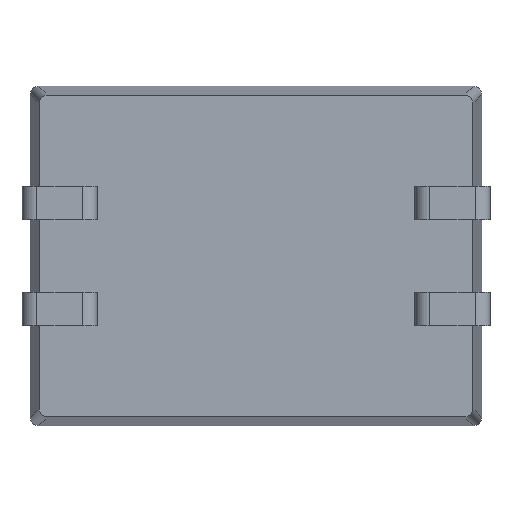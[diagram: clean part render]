
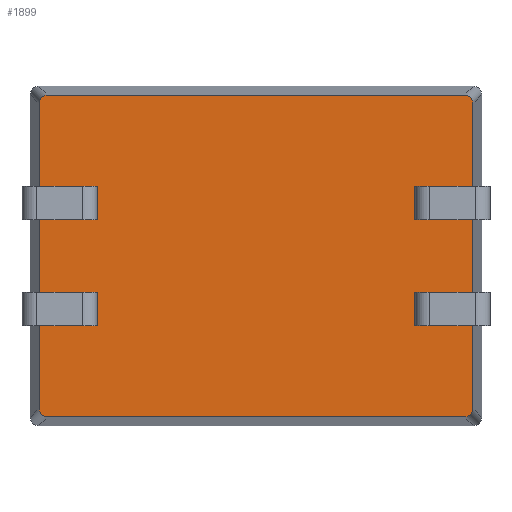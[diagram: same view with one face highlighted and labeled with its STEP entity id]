
A CAD part, front view. The second image highlights one B-rep face of the part: STEP entity #1899.
In plain terms, the highlighted planar face has unit normal (0, -1, 0).
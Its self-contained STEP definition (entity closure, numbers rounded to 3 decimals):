
#31 =( BOUNDED_CURVE ( )  B_SPLINE_CURVE ( 3, ( #49, #1089, #1299, #1078 ),
 .UNSPECIFIED., .F., .F. ) 
 B_SPLINE_CURVE_WITH_KNOTS ( ( 4, 4 ),
 ( 5.506, 7.06 ),
 .UNSPECIFIED. ) 
 CURVE ( )  GEOMETRIC_REPRESENTATION_ITEM ( )  RATIONAL_B_SPLINE_CURVE ( ( 1., 0.809, 0.809, 1. ) ) 
 REPRESENTATION_ITEM ( '' )  );
#49 = CARTESIAN_POINT ( 'NONE',  ( 2.595, 0.2, 1.826 ) ) ;
#56 = ORIENTED_EDGE ( 'NONE', *, *, #411, .T. ) ;
#81 = ORIENTED_EDGE ( 'NONE', *, *, #1020, .T. ) ;
#133 = VERTEX_POINT ( 'NONE', #1468 ) ;
#210 = EDGE_CURVE ( 'NONE', #2448, #1913, #31, .T. ) ;
#222 = VECTOR ( 'NONE', #2597, 1000. ) ;
#279 = DIRECTION ( 'NONE',  ( 0., 0., -1. ) ) ;
#284 = CARTESIAN_POINT ( 'NONE',  ( 2.554, 0.2, -1.925 ) ) ;
#292 = ORIENTED_EDGE ( 'NONE', *, *, #887, .T. ) ;
#295 = DIRECTION ( 'NONE',  ( -1., 0., 0. ) ) ;
#318 = FACE_OUTER_BOUND ( 'NONE', #761, .T. ) ;
#337 = VERTEX_POINT ( 'NONE', #1141 ) ;
#388 = CARTESIAN_POINT ( 'NONE',  ( 0., 0.2, 0. ) ) ;
#411 = EDGE_CURVE ( 'NONE', #337, #133, #1032, .T. ) ;
#413 = ORIENTED_EDGE ( 'NONE', *, *, #2384, .T. ) ;
#493 = VECTOR ( 'NONE', #279, 1000. ) ;
#556 = ORIENTED_EDGE ( 'NONE', *, *, #210, .T. ) ;
#569 = VERTEX_POINT ( 'NONE', #2440 ) ;
#571 = ORIENTED_EDGE ( 'NONE', *, *, #915, .T. ) ;
#589 =( BOUNDED_CURVE ( )  B_SPLINE_CURVE ( 3, ( #2171, #1991, #2156, #2381 ),
 .UNSPECIFIED., .F., .F. ) 
 B_SPLINE_CURVE_WITH_KNOTS ( ( 4, 4 ),
 ( 5.506, 7.06 ),
 .UNSPECIFIED. ) 
 CURVE ( )  GEOMETRIC_REPRESENTATION_ITEM ( )  RATIONAL_B_SPLINE_CURVE ( ( 1., 0.809, 0.809, 1. ) ) 
 REPRESENTATION_ITEM ( '' )  );
#678 = CARTESIAN_POINT ( 'NONE',  ( -2.496, 0.2, 1.925 ) ) ;
#733 = CARTESIAN_POINT ( 'NONE',  ( -2.595, 0.2, 2.03 ) ) ;
#761 = EDGE_LOOP ( 'NONE', ( #292, #571, #81, #556, #2635, #413, #56, #2473 ) ) ;
#803 = VECTOR ( 'NONE', #295, 1000. ) ;
#887 = EDGE_CURVE ( 'NONE', #2535, #569, #2650, .T. ) ;
#915 = EDGE_CURVE ( 'NONE', #569, #1538, #1441, .T. ) ;
#972 = CARTESIAN_POINT ( 'NONE',  ( -2.595, 0.2, 1.826 ) ) ;
#1020 = EDGE_CURVE ( 'NONE', #1538, #2448, #2584, .T. ) ;
#1032 = LINE ( 'NONE', #733, #493 ) ;
#1078 = CARTESIAN_POINT ( 'NONE',  ( 2.496, 0.2, 1.925 ) ) ;
#1089 = CARTESIAN_POINT ( 'NONE',  ( 2.595, 0.2, 1.884 ) ) ;
#1141 = CARTESIAN_POINT ( 'NONE',  ( -2.595, 0.2, 1.826 ) ) ;
#1205 = CARTESIAN_POINT ( 'NONE',  ( 2.595, 0.2, -1.826 ) ) ;
#1299 = CARTESIAN_POINT ( 'NONE',  ( 2.554, 0.2, 1.925 ) ) ;
#1321 = VECTOR ( 'NONE', #1373, 1000. ) ;
#1328 = CARTESIAN_POINT ( 'NONE',  ( -2.7, 0.2, 1.925 ) ) ;
#1373 = DIRECTION ( 'NONE',  ( 0., 0., 1. ) ) ;
#1383 = DIRECTION ( 'NONE',  ( 0., 1., 0. ) ) ;
#1441 =( BOUNDED_CURVE ( )  B_SPLINE_CURVE ( 3, ( #1533, #284, #2003, #2201 ),
 .UNSPECIFIED., .F., .F. ) 
 B_SPLINE_CURVE_WITH_KNOTS ( ( 4, 4 ),
 ( 5.506, 7.06 ),
 .UNSPECIFIED. ) 
 CURVE ( )  GEOMETRIC_REPRESENTATION_ITEM ( )  RATIONAL_B_SPLINE_CURVE ( ( 1., 0.809, 0.809, 1. ) ) 
 REPRESENTATION_ITEM ( '' )  );
#1468 = CARTESIAN_POINT ( 'NONE',  ( -2.595, 0.2, -1.826 ) ) ;
#1533 = CARTESIAN_POINT ( 'NONE',  ( 2.496, 0.2, -1.925 ) ) ;
#1538 = VERTEX_POINT ( 'NONE', #1205 ) ;
#1555 = CARTESIAN_POINT ( 'NONE',  ( -2.7, 0.2, -1.925 ) ) ;
#1572 = CARTESIAN_POINT ( 'NONE',  ( 2.595, 0.2, 2.03 ) ) ;
#1588 = CARTESIAN_POINT ( 'NONE',  ( 2.595, 0.2, 1.826 ) ) ;
#1590 = PLANE ( 'NONE',  #1843 ) ;
#1609 = DIRECTION ( 'NONE',  ( 0., 0., 1. ) ) ;
#1641 = CARTESIAN_POINT ( 'NONE',  ( -2.496, 0.2, -1.925 ) ) ;
#1653 = CARTESIAN_POINT ( 'NONE',  ( 2.496, 0.2, 1.925 ) ) ;
#1796 = CARTESIAN_POINT ( 'NONE',  ( -2.554, 0.2, 1.925 ) ) ;
#1843 = AXIS2_PLACEMENT_3D ( 'NONE', #388, #1383, #1609 ) ;
#1856 = EDGE_CURVE ( 'NONE', #133, #2535, #589, .T. ) ;
#1899 = ADVANCED_FACE ( 'NONE', ( #318 ), #1590, .F. ) ;
#1913 = VERTEX_POINT ( 'NONE', #1653 ) ;
#1988 = LINE ( 'NONE', #1328, #803 ) ;
#1991 = CARTESIAN_POINT ( 'NONE',  ( -2.595, 0.2, -1.884 ) ) ;
#1994 =( BOUNDED_CURVE ( )  B_SPLINE_CURVE ( 3, ( #2189, #1796, #2424, #972 ),
 .UNSPECIFIED., .F., .F. ) 
 B_SPLINE_CURVE_WITH_KNOTS ( ( 4, 4 ),
 ( 5.506, 7.06 ),
 .UNSPECIFIED. ) 
 CURVE ( )  GEOMETRIC_REPRESENTATION_ITEM ( )  RATIONAL_B_SPLINE_CURVE ( ( 1., 0.809, 0.809, 1. ) ) 
 REPRESENTATION_ITEM ( '' )  );
#2003 = CARTESIAN_POINT ( 'NONE',  ( 2.595, 0.2, -1.884 ) ) ;
#2079 = VERTEX_POINT ( 'NONE', #678 ) ;
#2103 = EDGE_CURVE ( 'NONE', #1913, #2079, #1988, .T. ) ;
#2156 = CARTESIAN_POINT ( 'NONE',  ( -2.554, 0.2, -1.925 ) ) ;
#2171 = CARTESIAN_POINT ( 'NONE',  ( -2.595, 0.2, -1.826 ) ) ;
#2189 = CARTESIAN_POINT ( 'NONE',  ( -2.496, 0.2, 1.925 ) ) ;
#2201 = CARTESIAN_POINT ( 'NONE',  ( 2.595, 0.2, -1.826 ) ) ;
#2381 = CARTESIAN_POINT ( 'NONE',  ( -2.496, 0.2, -1.925 ) ) ;
#2384 = EDGE_CURVE ( 'NONE', #2079, #337, #1994, .T. ) ;
#2424 = CARTESIAN_POINT ( 'NONE',  ( -2.595, 0.2, 1.884 ) ) ;
#2440 = CARTESIAN_POINT ( 'NONE',  ( 2.496, 0.2, -1.925 ) ) ;
#2448 = VERTEX_POINT ( 'NONE', #1588 ) ;
#2473 = ORIENTED_EDGE ( 'NONE', *, *, #1856, .T. ) ;
#2535 = VERTEX_POINT ( 'NONE', #1641 ) ;
#2584 = LINE ( 'NONE', #1572, #1321 ) ;
#2597 = DIRECTION ( 'NONE',  ( 1., 0., 0. ) ) ;
#2635 = ORIENTED_EDGE ( 'NONE', *, *, #2103, .T. ) ;
#2650 = LINE ( 'NONE', #1555, #222 ) ;
